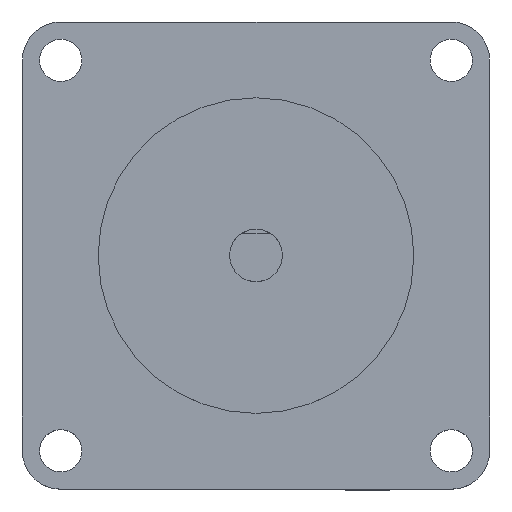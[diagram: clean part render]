
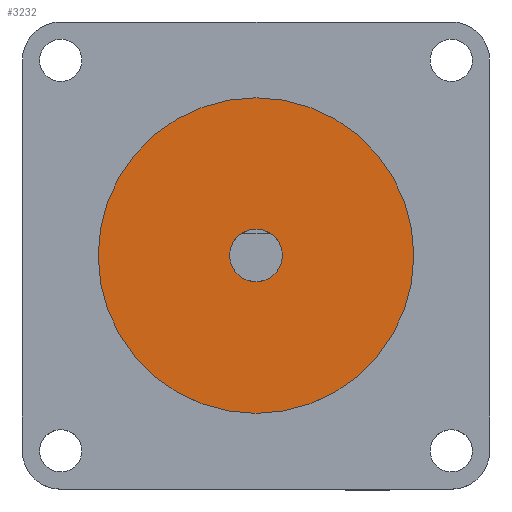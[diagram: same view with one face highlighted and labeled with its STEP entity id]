
A CAD part, top view. The second image highlights one B-rep face of the part: STEP entity #3232.
In plain terms, the highlighted planar face has unit normal (0, 0, 1).
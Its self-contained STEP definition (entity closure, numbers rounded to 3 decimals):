
#84 = CIRCLE ( 'NONE', #2236, 3.175 ) ;
#234 = CIRCLE ( 'NONE', #2761, 3.175 ) ;
#249 = EDGE_LOOP ( 'NONE', ( #632, #535 ) ) ;
#253 = VERTEX_POINT ( 'NONE', #1675 ) ;
#292 = CARTESIAN_POINT ( 'NONE',  ( 19.05, 0., 1.6 ) ) ;
#374 = EDGE_CURVE ( 'NONE', #1970, #955, #234, .T. ) ;
#535 = ORIENTED_EDGE ( 'NONE', *, *, #2053, .T. ) ;
#548 = DIRECTION ( 'NONE',  ( 0., 0., -1. ) ) ;
#632 = ORIENTED_EDGE ( 'NONE', *, *, #374, .T. ) ;
#955 = VERTEX_POINT ( 'NONE', #1613 ) ;
#993 = DIRECTION ( 'NONE',  ( -1., 0., 0. ) ) ;
#999 = DIRECTION ( 'NONE',  ( 0., 0., -1. ) ) ;
#1009 = CARTESIAN_POINT ( 'NONE',  ( 0., 0., 1.6 ) ) ;
#1062 = DIRECTION ( 'NONE',  ( -1., 0., 0. ) ) ;
#1237 = CIRCLE ( 'NONE', #2355, 19.05 ) ;
#1270 = DIRECTION ( 'NONE',  ( 0., 0., -1. ) ) ;
#1307 = CARTESIAN_POINT ( 'NONE',  ( 0., 0., 1.6 ) ) ;
#1312 = CIRCLE ( 'NONE', #3174, 19.05 ) ;
#1374 = DIRECTION ( 'NONE',  ( 0., 0., -1. ) ) ;
#1473 = ORIENTED_EDGE ( 'NONE', *, *, #3067, .F. ) ;
#1511 = EDGE_LOOP ( 'NONE', ( #3244, #1473 ) ) ;
#1529 = DIRECTION ( 'NONE',  ( 0., 0., -1. ) ) ;
#1585 = VERTEX_POINT ( 'NONE', #292 ) ;
#1613 = CARTESIAN_POINT ( 'NONE',  ( 3.175, 0., 1.6 ) ) ;
#1624 = CARTESIAN_POINT ( 'NONE',  ( -3.175, 0., 1.6 ) ) ;
#1675 = CARTESIAN_POINT ( 'NONE',  ( -19.05, 0., 1.6 ) ) ;
#1970 = VERTEX_POINT ( 'NONE', #1624 ) ;
#2053 = EDGE_CURVE ( 'NONE', #955, #1970, #84, .T. ) ;
#2088 = CARTESIAN_POINT ( 'NONE',  ( 0., 0., 1.6 ) ) ;
#2236 = AXIS2_PLACEMENT_3D ( 'NONE', #1307, #1270, #1062 ) ;
#2279 = EDGE_CURVE ( 'NONE', #253, #1585, #1237, .T. ) ;
#2348 = DIRECTION ( 'NONE',  ( -1., 0., 0. ) ) ;
#2355 = AXIS2_PLACEMENT_3D ( 'NONE', #2088, #548, #2348 ) ;
#2383 = CARTESIAN_POINT ( 'NONE',  ( 0., 0., 1.6 ) ) ;
#2473 = AXIS2_PLACEMENT_3D ( 'NONE', #2383, #1374, #3131 ) ;
#2625 = PLANE ( 'NONE',  #2473 ) ;
#2750 = FACE_OUTER_BOUND ( 'NONE', #1511, .T. ) ;
#2761 = AXIS2_PLACEMENT_3D ( 'NONE', #1009, #999, #993 ) ;
#3031 = CARTESIAN_POINT ( 'NONE',  ( 0., 0., 1.6 ) ) ;
#3067 = EDGE_CURVE ( 'NONE', #1585, #253, #1312, .T. ) ;
#3131 = DIRECTION ( 'NONE',  ( -1., 0., 0. ) ) ;
#3174 = AXIS2_PLACEMENT_3D ( 'NONE', #3031, #1529, #3287 ) ;
#3232 = ADVANCED_FACE ( 'NONE', ( #2750, #3356 ), #2625, .F. ) ;
#3244 = ORIENTED_EDGE ( 'NONE', *, *, #2279, .F. ) ;
#3287 = DIRECTION ( 'NONE',  ( -1., 0., 0. ) ) ;
#3356 = FACE_BOUND ( 'NONE', #249, .T. ) ;
